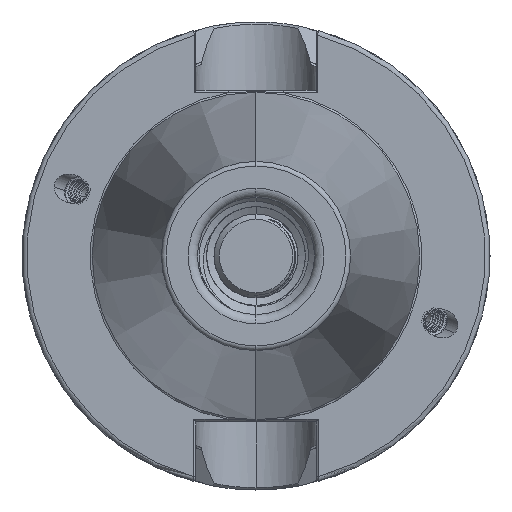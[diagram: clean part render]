
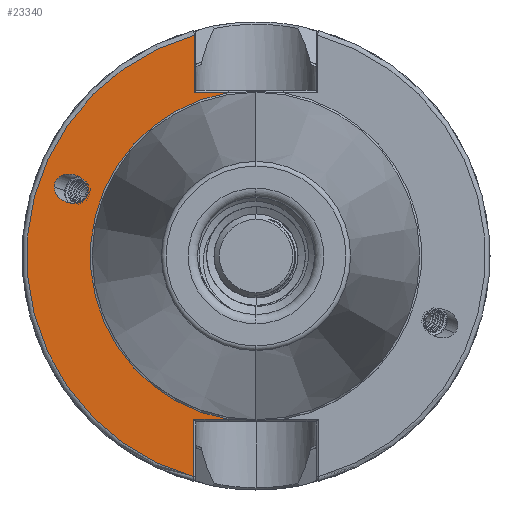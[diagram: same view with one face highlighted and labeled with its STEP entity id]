
A CAD part, left-side view. The second image highlights one B-rep face of the part: STEP entity #23340.
In plain terms, the highlighted planar face has unit normal (-1, 0, 0).
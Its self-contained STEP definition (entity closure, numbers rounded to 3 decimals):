
#892 = CARTESIAN_POINT ( 'NONE',  ( 0., 35.816, 13.963 ) ) ;
#899 = CARTESIAN_POINT ( 'NONE',  ( 0., 43.118, 14.766 ) ) ;
#964 = CARTESIAN_POINT ( 'NONE',  ( 0., 13.279, -47.166 ) ) ;
#1055 = CARTESIAN_POINT ( 'NONE',  ( 0., 13.194, 47.19 ) ) ;
#1097 = CARTESIAN_POINT ( 'NONE',  ( 0., 5.916, 34.9 ) ) ;
#1110 = CARTESIAN_POINT ( 'NONE',  ( 0., 13.194, 34.9 ) ) ;
#1124 = CARTESIAN_POINT ( 'NONE',  ( 0., 13.279, -34.9 ) ) ;
#1134 = CARTESIAN_POINT ( 'NONE',  ( 0., 5.916, -34.9 ) ) ;
#1832 = DIRECTION ( 'NONE',  ( 0., 0., 1. ) ) ;
#1839 = DIRECTION ( 'NONE',  ( -1., 0., 0. ) ) ;
#1871 = CARTESIAN_POINT ( 'NONE',  ( 0., 0., 0. ) ) ;
#2025 = CARTESIAN_POINT ( 'NONE',  ( 0., 12.85, 34.9 ) ) ;
#2047 = DIRECTION ( 'NONE',  ( 0., 1., 0. ) ) ;
#2075 = DIRECTION ( 'NONE',  ( 0., 0., 1. ) ) ;
#2091 = CARTESIAN_POINT ( 'NONE',  ( 0., 35.398, -34.9 ) ) ;
#2092 = CARTESIAN_POINT ( 'NONE',  ( 0., 13.194, 47.285 ) ) ;
#2103 = DIRECTION ( 'NONE',  ( 0., -1., 0. ) ) ;
#3009 = CARTESIAN_POINT ( 'NONE',  ( 0., 37.57, 8.69 ) ) ;
#3010 = CARTESIAN_POINT ( 'NONE',  ( 0., 43.118, 9.99 ) ) ;
#3012 = CARTESIAN_POINT ( 'NONE',  ( 0., 43.118, 14.766 ) ) ;
#3016 = CARTESIAN_POINT ( 'NONE',  ( 0., 35.968, 13.091 ) ) ;
#5851 = EDGE_CURVE ( 'NONE', #18960, #18833, #21176, .T. ) ;
#6049 = EDGE_CURVE ( 'NONE', #18833, #19349, #21292, .T. ) ;
#6077 = EDGE_CURVE ( 'NONE', #20772, #16788, #10464, .T. ) ;
#6088 = EDGE_CURVE ( 'NONE', #19319, #19316, #21238, .T. ) ;
#6135 = EDGE_CURVE ( 'NONE', #19319, #19332, #21321, .T. ) ;
#6165 = EDGE_CURVE ( 'NONE', #19332, #18960, #21327, .T. ) ;
#6182 = EDGE_CURVE ( 'NONE', #19349, #19316, #21302, .T. ) ;
#8983 = EDGE_CURVE ( 'NONE', #16788, #16797, #21584, .T. ) ;
#8994 = EDGE_CURVE ( 'NONE', #16797, #20772, #21595, .T. ) ;
#9746 = EDGE_LOOP ( 'NONE', ( #17400, #17358, #17336 ) ) ;
#9839 = EDGE_LOOP ( 'NONE', ( #17305, #17371, #17314, #17303, #17306, #17367 ) ) ;
#10135 = AXIS2_PLACEMENT_3D ( 'NONE', #10772, #10771, #10790 ) ;
#10140 = AXIS2_PLACEMENT_3D ( 'NONE', #1871, #1839, #1832 ) ;
#10364 = AXIS2_PLACEMENT_3D ( 'NONE', #13976, #13927, #13928 ) ;
#10464 =( BOUNDED_CURVE ( )  B_SPLINE_CURVE ( 3, ( #3016, #3009, #3010, #3012 ),
 .UNSPECIFIED., .F., .T. ) 
 B_SPLINE_CURVE_WITH_KNOTS ( ( 4, 4 ),
 ( 0., 2.852 ),
 .UNSPECIFIED. ) 
 CURVE ( )  GEOMETRIC_REPRESENTATION_ITEM ( )  RATIONAL_B_SPLINE_CURVE ( ( 1., 0.43, 0.43, 1. ) ) 
 REPRESENTATION_ITEM ( '' )  );
#10771 = DIRECTION ( 'NONE',  ( -1., 0., 0. ) ) ;
#10772 = CARTESIAN_POINT ( 'NONE',  ( 0., 0., 0. ) ) ;
#10790 = DIRECTION ( 'NONE',  ( 0., 0., 1. ) ) ;
#11148 = CARTESIAN_POINT ( 'NONE',  ( 0., 13.279, 0. ) ) ;
#11151 = DIRECTION ( 'NONE',  ( 0., 0., 1. ) ) ;
#13927 = DIRECTION ( 'NONE',  ( 1., 0., 0. ) ) ;
#13928 = DIRECTION ( 'NONE',  ( 0., 0., -1. ) ) ;
#13975 = PLANE ( 'NONE',  #10364 ) ;
#13976 = CARTESIAN_POINT ( 'NONE',  ( 0., 35.398, 0. ) ) ;
#15129 = CARTESIAN_POINT ( 'NONE',  ( 0., 35.968, 13.091 ) ) ;
#15978 = CARTESIAN_POINT ( 'NONE',  ( 0., 43.118, 20.987 ) ) ;
#15980 = CARTESIAN_POINT ( 'NONE',  ( 0., 35.816, 13.963 ) ) ;
#15991 = CARTESIAN_POINT ( 'NONE',  ( 0., 43.118, 14.766 ) ) ;
#15992 = CARTESIAN_POINT ( 'NONE',  ( 0., 35.816, 20.184 ) ) ;
#16067 = CARTESIAN_POINT ( 'NONE',  ( 0., 35.816, 13.662 ) ) ;
#16073 = CARTESIAN_POINT ( 'NONE',  ( 0., 35.867, 13.369 ) ) ;
#16084 = CARTESIAN_POINT ( 'NONE',  ( 0., 35.968, 13.091 ) ) ;
#16092 = CARTESIAN_POINT ( 'NONE',  ( 0., 35.816, 13.963 ) ) ;
#16788 = VERTEX_POINT ( 'NONE', #899 ) ;
#16797 = VERTEX_POINT ( 'NONE', #892 ) ;
#17303 = ORIENTED_EDGE ( 'NONE', *, *, #6088, .F. ) ;
#17305 = ORIENTED_EDGE ( 'NONE', *, *, #5851, .T. ) ;
#17306 = ORIENTED_EDGE ( 'NONE', *, *, #6135, .T. ) ;
#17314 = ORIENTED_EDGE ( 'NONE', *, *, #6182, .T. ) ;
#17336 = ORIENTED_EDGE ( 'NONE', *, *, #8994, .T. ) ;
#17358 = ORIENTED_EDGE ( 'NONE', *, *, #8983, .T. ) ;
#17367 = ORIENTED_EDGE ( 'NONE', *, *, #6165, .T. ) ;
#17371 = ORIENTED_EDGE ( 'NONE', *, *, #6049, .T. ) ;
#17400 = ORIENTED_EDGE ( 'NONE', *, *, #6077, .T. ) ;
#18833 = VERTEX_POINT ( 'NONE', #964 ) ;
#18960 = VERTEX_POINT ( 'NONE', #1055 ) ;
#19316 = VERTEX_POINT ( 'NONE', #1134 ) ;
#19319 = VERTEX_POINT ( 'NONE', #1097 ) ;
#19332 = VERTEX_POINT ( 'NONE', #1110 ) ;
#19349 = VERTEX_POINT ( 'NONE', #1124 ) ;
#19878 = FACE_OUTER_BOUND ( 'NONE', #9839, .T. ) ;
#19891 = FACE_BOUND ( 'NONE', #9746, .T. ) ;
#20772 = VERTEX_POINT ( 'NONE', #15129 ) ;
#21176 = CIRCLE ( 'NONE', #10135, 49. ) ;
#21238 = CIRCLE ( 'NONE', #10140, 35.398 ) ;
#21283 = VECTOR ( 'NONE', #11151, 1000. ) ;
#21292 = LINE ( 'NONE', #11148, #21283 ) ;
#21302 = LINE ( 'NONE', #2091, #21350 ) ;
#21312 = VECTOR ( 'NONE', #2075, 1000. ) ;
#21321 = LINE ( 'NONE', #2025, #21353 ) ;
#21327 = LINE ( 'NONE', #2092, #21312 ) ;
#21350 = VECTOR ( 'NONE', #2103, 1000. ) ;
#21353 = VECTOR ( 'NONE', #2047, 1000. ) ;
#21584 =( BOUNDED_CURVE ( )  B_SPLINE_CURVE ( 3, ( #15991, #15978, #15992, #15980 ),
 .UNSPECIFIED., .F., .T. ) 
 B_SPLINE_CURVE_WITH_KNOTS ( ( 4, 4 ),
 ( 2.852, 5.993 ),
 .UNSPECIFIED. ) 
 CURVE ( )  GEOMETRIC_REPRESENTATION_ITEM ( )  RATIONAL_B_SPLINE_CURVE ( ( 1., 0.333, 0.333, 1. ) ) 
 REPRESENTATION_ITEM ( '' )  );
#21595 =( BOUNDED_CURVE ( )  B_SPLINE_CURVE ( 3, ( #16092, #16067, #16073, #16084 ),
 .UNSPECIFIED., .F., .T. ) 
 B_SPLINE_CURVE_WITH_KNOTS ( ( 4, 4 ),
 ( 5.993, 6.283 ),
 .UNSPECIFIED. ) 
 CURVE ( )  GEOMETRIC_REPRESENTATION_ITEM ( )  RATIONAL_B_SPLINE_CURVE ( ( 1., 0.993, 0.993, 1. ) ) 
 REPRESENTATION_ITEM ( '' )  );
#23340 = ADVANCED_FACE ( 'NONE', ( #19891, #19878 ), #13975, .F. ) ;
